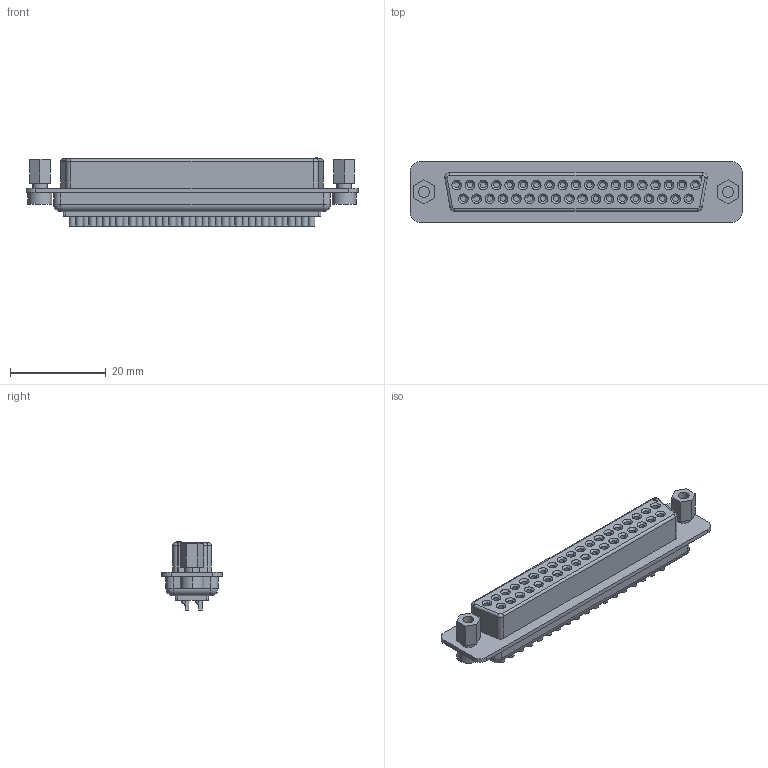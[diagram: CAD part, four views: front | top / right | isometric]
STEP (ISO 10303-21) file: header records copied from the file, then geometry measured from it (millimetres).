
FILE_DESCRIPTION (( 'STEP AP214' ), '1' );
FILE_NAME ('DB-37F.STEP', '2011-05-17T10:15:44', ( 'vpeshkov' ), ( 'licard' ), 'SwSTEP 2.0', 'SolidWorks 2009', '' );
FILE_SCHEMA (( 'AUTOMOTIVE_DESIGN' ));
Length unit declared in the file: millimetre
Products named in the file (1): DB-37F
Bounding box: 69.32 x 12.6 x 14.2 mm (x, y, z)
Volume: 6275.5 mm3; surface area: 4632 mm2
Topology: 1 solids, 1 shells, 620 faces, 1388 edges, 854 vertices
Faces by surface type: cylinder 300, plane 236, cone 74, torus 6, sphere 4
Entity records: 22373 total; most frequent: CARTESIAN_POINT 4154, DIRECTION 3050, ORIENTED_EDGE 2768, EDGE_CURVE 1384, AXIS2_PLACEMENT_3D 1156, VERTEX_POINT 854, VECTOR 738, LINE 738
